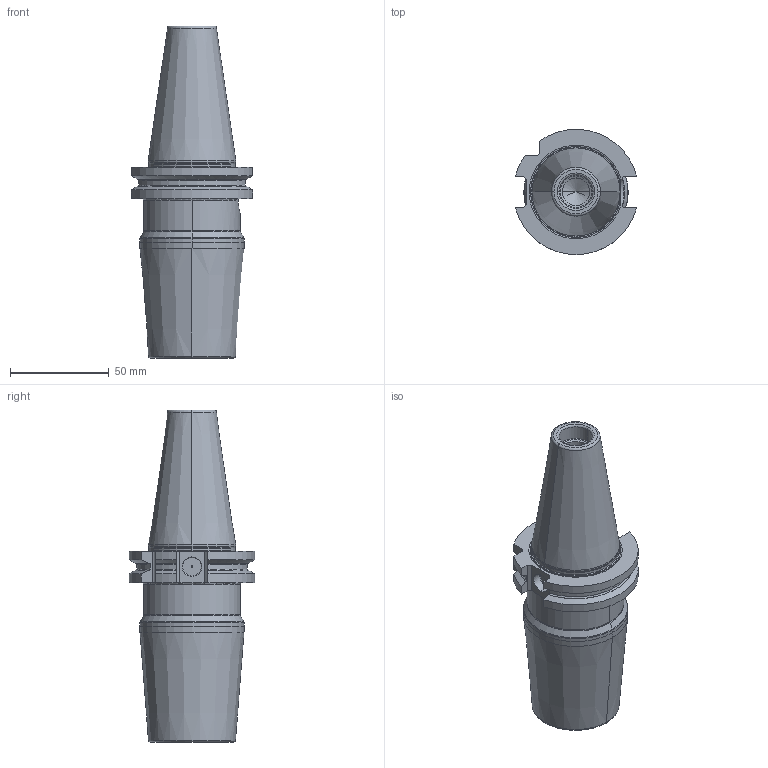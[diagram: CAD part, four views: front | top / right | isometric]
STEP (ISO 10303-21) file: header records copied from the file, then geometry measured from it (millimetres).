
FILE_DESCRIPTION((''),'2;1');
FILE_NAME('607932783-000-00-E43','2023-05-08T11:08:34',('bahnemannr'),(''),'CREO PARAMETRIC BY PTC INC, 2021184','CREO PARAMETRIC BY PTC INC, 2021184','');
FILE_SCHEMA(('AP242_MANAGED_MODEL_BASED_3D_ENGINEERING_MIM_LF { 1 0 10303 442 1 1 4 }'));
Length unit declared in the file: millimetre
Products named in the file (1): 607932783-000-00-E43
Bounding box: 61.48 x 63.54 x 168.4 mm (x, y, z)
Volume: 230407.4 mm3; surface area: 36511.4 mm2
Topology: 1 solids, 2 shells, 106 faces, 264 edges, 162 vertices
Faces by surface type: cylinder 29, plane 27, cone 24, torus 24, bspline 2
Entity records: 4996 total; most frequent: CARTESIAN_POINT 1087, DIRECTION 560, ORIENTED_EDGE 514, PRESENTATION_STYLE_ASSIGNMENT 265, STYLED_ITEM 265, CURVE_STYLE 263, EDGE_CURVE 260, AXIS2_PLACEMENT_3D 230
